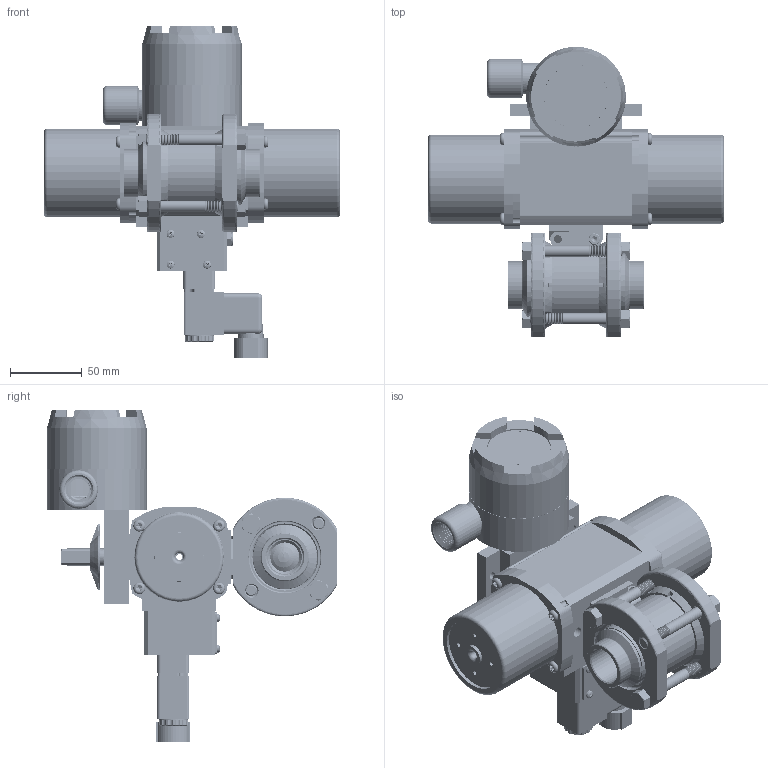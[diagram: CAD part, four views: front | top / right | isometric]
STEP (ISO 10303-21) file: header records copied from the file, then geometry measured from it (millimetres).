
FILE_DESCRIPTION (( 'STEP AP203' ), '1' );
FILE_NAME ('28XXTSWSA512SR3GPDCLS.step', '2018-06-12T19:23:07', ( '' ), ( '' ), 'SwSTEP 2.0', 'SolidWorks 2017', '' );
FILE_SCHEMA (( 'CONFIG_CONTROL_DESIGN' ));
Products named in the file (1): 28XXTSWSA512SR3GPDCLS
Bounding box: 206.12 x 201.99 x 231.14 mm (x, y, z)
Volume: 967786.3 mm3; surface area: 398952 mm2
Topology: 71 solids, 71 shells, 5709 faces, 14934 edges, 9386 vertices
Faces by surface type: cylinder 2822, cone 1604, plane 850, torus 286, bspline 133, sphere 14
Entity records: 217661 total; most frequent: CARTESIAN_POINT 81164, ORIENTED_EDGE 29572, DIRECTION 29078, EDGE_CURVE 14786, AXIS2_PLACEMENT_3D 11820, VERTEX_POINT 9382, CIRCLE 6243, EDGE_LOOP 6156
